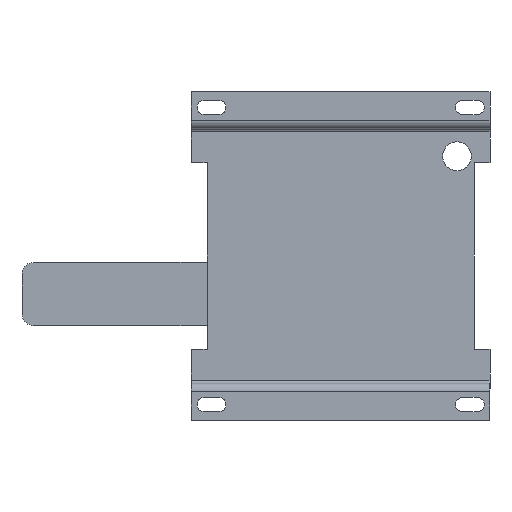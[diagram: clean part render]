
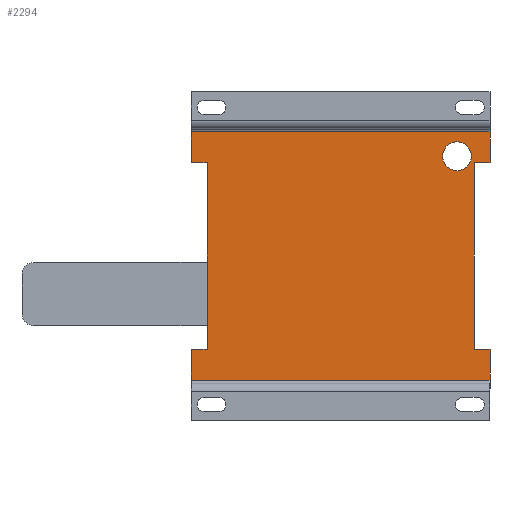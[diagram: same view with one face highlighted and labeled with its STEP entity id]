
A CAD part, front view. The second image highlights one B-rep face of the part: STEP entity #2294.
In plain terms, the highlighted planar face has unit normal (0, -1, 0).
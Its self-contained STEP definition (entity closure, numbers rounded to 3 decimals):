
#37 = CARTESIAN_POINT ( 'NONE',  ( -52., -2., -32.5 ) ) ;
#54 = CARTESIAN_POINT ( 'NONE',  ( 0., -2., 0. ) ) ;
#69 = VECTOR ( 'NONE', #1817, 1000. ) ;
#130 = CARTESIAN_POINT ( 'NONE',  ( 52., -2., -46.25 ) ) ;
#144 = CARTESIAN_POINT ( 'NONE',  ( 52., -2., -43.25 ) ) ;
#169 = VERTEX_POINT ( 'NONE', #412 ) ;
#182 = CARTESIAN_POINT ( 'NONE',  ( -46.5, -2., 32.5 ) ) ;
#260 = VERTEX_POINT ( 'NONE', #2288 ) ;
#262 = EDGE_CURVE ( 'NONE', #169, #1324, #503, .T. ) ;
#269 = DIRECTION ( 'NONE',  ( 0., 0., -1. ) ) ;
#286 = AXIS2_PLACEMENT_3D ( 'NONE', #1808, #400, #1797 ) ;
#291 = LINE ( 'NONE', #2547, #2517 ) ;
#295 = VERTEX_POINT ( 'NONE', #976 ) ;
#297 = DIRECTION ( 'NONE',  ( -1., 0., 0. ) ) ;
#330 = DIRECTION ( 'NONE',  ( 0., 0., -1. ) ) ;
#336 = FACE_OUTER_BOUND ( 'NONE', #708, .T. ) ;
#351 = CARTESIAN_POINT ( 'NONE',  ( 52., -2., -32.5 ) ) ;
#357 = DIRECTION ( 'NONE',  ( -1., 0., 0. ) ) ;
#372 = VECTOR ( 'NONE', #447, 1000. ) ;
#383 = ORIENTED_EDGE ( 'NONE', *, *, #474, .F. ) ;
#384 = VECTOR ( 'NONE', #357, 1000. ) ;
#399 = LINE ( 'NONE', #130, #2558 ) ;
#400 = DIRECTION ( 'NONE',  ( 0., -1., 0. ) ) ;
#412 = CARTESIAN_POINT ( 'NONE',  ( 52., -2., -43.25 ) ) ;
#447 = DIRECTION ( 'NONE',  ( 0., 0., 1. ) ) ;
#474 = EDGE_CURVE ( 'NONE', #295, #1899, #861, .T. ) ;
#503 = LINE ( 'NONE', #144, #384 ) ;
#515 = ORIENTED_EDGE ( 'NONE', *, *, #974, .F. ) ;
#523 = DIRECTION ( 'NONE',  ( 0., 0., 1. ) ) ;
#554 = DIRECTION ( 'NONE',  ( 1., 0., 0. ) ) ;
#560 = FACE_BOUND ( 'NONE', #772, .T. ) ;
#567 = CARTESIAN_POINT ( 'NONE',  ( -52., -2., 43.25 ) ) ;
#572 = ORIENTED_EDGE ( 'NONE', *, *, #262, .F. ) ;
#612 = CARTESIAN_POINT ( 'NONE',  ( 52., -2., 32.5 ) ) ;
#615 = DIRECTION ( 'NONE',  ( 1., 0., 0. ) ) ;
#651 = AXIS2_PLACEMENT_3D ( 'NONE', #2135, #1304, #1690 ) ;
#708 = EDGE_LOOP ( 'NONE', ( #383, #2115, #2101, #2035, #515, #1150, #1657, #2004, #2549, #572, #2209, #1288 ) ) ;
#720 = LINE ( 'NONE', #1255, #2622 ) ;
#741 = CARTESIAN_POINT ( 'NONE',  ( -46.5, -2., -32.5 ) ) ;
#772 = EDGE_LOOP ( 'NONE', ( #992, #1477 ) ) ;
#774 = VERTEX_POINT ( 'NONE', #567 ) ;
#796 = CARTESIAN_POINT ( 'NONE',  ( 40.5, -2., 39.75 ) ) ;
#797 = CARTESIAN_POINT ( 'NONE',  ( 46.5, -2., -32.5 ) ) ;
#821 = EDGE_CURVE ( 'NONE', #2338, #2487, #1726, .T. ) ;
#861 = LINE ( 'NONE', #906, #1527 ) ;
#875 = DIRECTION ( 'NONE',  ( 0., 1., 0. ) ) ;
#906 = CARTESIAN_POINT ( 'NONE',  ( 46.5, -2., -32.5 ) ) ;
#944 = LINE ( 'NONE', #1568, #2188 ) ;
#955 = VECTOR ( 'NONE', #523, 1000. ) ;
#974 = EDGE_CURVE ( 'NONE', #1070, #774, #291, .T. ) ;
#976 = CARTESIAN_POINT ( 'NONE',  ( 46.5, -2., 32.5 ) ) ;
#992 = ORIENTED_EDGE ( 'NONE', *, *, #1827, .F. ) ;
#1017 = VECTOR ( 'NONE', #330, 1000. ) ;
#1032 = CARTESIAN_POINT ( 'NONE',  ( -52., -2., -46.25 ) ) ;
#1043 = CIRCLE ( 'NONE', #286, 5. ) ;
#1070 = VERTEX_POINT ( 'NONE', #2355 ) ;
#1086 = VERTEX_POINT ( 'NONE', #1944 ) ;
#1107 = CIRCLE ( 'NONE', #651, 5. ) ;
#1150 = ORIENTED_EDGE ( 'NONE', *, *, #1413, .F. ) ;
#1236 = EDGE_CURVE ( 'NONE', #2487, #2703, #1451, .T. ) ;
#1255 = CARTESIAN_POINT ( 'NONE',  ( -52., -2., 32.5 ) ) ;
#1288 = ORIENTED_EDGE ( 'NONE', *, *, #2594, .F. ) ;
#1304 = DIRECTION ( 'NONE',  ( 0., -1., 0. ) ) ;
#1324 = VERTEX_POINT ( 'NONE', #1814 ) ;
#1331 = LINE ( 'NONE', #2144, #1990 ) ;
#1381 = DIRECTION ( 'NONE',  ( 0., 0., -1. ) ) ;
#1413 = EDGE_CURVE ( 'NONE', #2703, #1070, #720, .T. ) ;
#1443 = CARTESIAN_POINT ( 'NONE',  ( -52., -2., -32.5 ) ) ;
#1451 = LINE ( 'NONE', #741, #955 ) ;
#1477 = ORIENTED_EDGE ( 'NONE', *, *, #2302, .F. ) ;
#1494 = DIRECTION ( 'NONE',  ( 0., 0., 1. ) ) ;
#1497 = LINE ( 'NONE', #1032, #372 ) ;
#1519 = EDGE_CURVE ( 'NONE', #2680, #295, #1331, .T. ) ;
#1527 = VECTOR ( 'NONE', #269, 1000. ) ;
#1544 = CARTESIAN_POINT ( 'NONE',  ( 52., -2., -46.25 ) ) ;
#1553 = LINE ( 'NONE', #1544, #1017 ) ;
#1568 = CARTESIAN_POINT ( 'NONE',  ( -52., -2., 43.25 ) ) ;
#1657 = ORIENTED_EDGE ( 'NONE', *, *, #1236, .F. ) ;
#1659 = DIRECTION ( 'NONE',  ( -1., 0., 0. ) ) ;
#1663 = VECTOR ( 'NONE', #615, 1000. ) ;
#1690 = DIRECTION ( 'NONE',  ( 0., 0., 1. ) ) ;
#1692 = EDGE_CURVE ( 'NONE', #774, #2054, #944, .T. ) ;
#1708 = PLANE ( 'NONE',  #2050 ) ;
#1726 = LINE ( 'NONE', #1443, #1663 ) ;
#1729 = EDGE_CURVE ( 'NONE', #1086, #169, #399, .T. ) ;
#1797 = DIRECTION ( 'NONE',  ( 0., 0., 1. ) ) ;
#1808 = CARTESIAN_POINT ( 'NONE',  ( 40.5, -2., 34.75 ) ) ;
#1814 = CARTESIAN_POINT ( 'NONE',  ( -52., -2., -43.25 ) ) ;
#1817 = DIRECTION ( 'NONE',  ( 1., 0., 0. ) ) ;
#1827 = EDGE_CURVE ( 'NONE', #2673, #260, #1043, .T. ) ;
#1882 = DIRECTION ( 'NONE',  ( 0., 0., 1. ) ) ;
#1899 = VERTEX_POINT ( 'NONE', #797 ) ;
#1944 = CARTESIAN_POINT ( 'NONE',  ( 52., -2., -32.5 ) ) ;
#1990 = VECTOR ( 'NONE', #297, 1000. ) ;
#2004 = ORIENTED_EDGE ( 'NONE', *, *, #821, .F. ) ;
#2035 = ORIENTED_EDGE ( 'NONE', *, *, #1692, .F. ) ;
#2050 = AXIS2_PLACEMENT_3D ( 'NONE', #54, #875, #1494 ) ;
#2054 = VERTEX_POINT ( 'NONE', #2486 ) ;
#2101 = ORIENTED_EDGE ( 'NONE', *, *, #2497, .F. ) ;
#2115 = ORIENTED_EDGE ( 'NONE', *, *, #1519, .F. ) ;
#2135 = CARTESIAN_POINT ( 'NONE',  ( 40.5, -2., 34.75 ) ) ;
#2144 = CARTESIAN_POINT ( 'NONE',  ( 52., -2., 32.5 ) ) ;
#2188 = VECTOR ( 'NONE', #554, 1000. ) ;
#2201 = EDGE_CURVE ( 'NONE', #1324, #2338, #1497, .T. ) ;
#2209 = ORIENTED_EDGE ( 'NONE', *, *, #1729, .F. ) ;
#2288 = CARTESIAN_POINT ( 'NONE',  ( 40.5, -2., 29.75 ) ) ;
#2294 = ADVANCED_FACE ( 'NONE', ( #560, #336 ), #1708, .F. ) ;
#2302 = EDGE_CURVE ( 'NONE', #260, #2673, #1107, .T. ) ;
#2338 = VERTEX_POINT ( 'NONE', #37 ) ;
#2355 = CARTESIAN_POINT ( 'NONE',  ( -52., -2., 32.5 ) ) ;
#2426 = LINE ( 'NONE', #351, #69 ) ;
#2486 = CARTESIAN_POINT ( 'NONE',  ( 52., -2., 43.25 ) ) ;
#2487 = VERTEX_POINT ( 'NONE', #2591 ) ;
#2497 = EDGE_CURVE ( 'NONE', #2054, #2680, #1553, .T. ) ;
#2517 = VECTOR ( 'NONE', #1882, 1000. ) ;
#2547 = CARTESIAN_POINT ( 'NONE',  ( -52., -2., -46.25 ) ) ;
#2549 = ORIENTED_EDGE ( 'NONE', *, *, #2201, .F. ) ;
#2558 = VECTOR ( 'NONE', #1381, 1000. ) ;
#2591 = CARTESIAN_POINT ( 'NONE',  ( -46.5, -2., -32.5 ) ) ;
#2594 = EDGE_CURVE ( 'NONE', #1899, #1086, #2426, .T. ) ;
#2622 = VECTOR ( 'NONE', #1659, 1000. ) ;
#2673 = VERTEX_POINT ( 'NONE', #796 ) ;
#2680 = VERTEX_POINT ( 'NONE', #612 ) ;
#2703 = VERTEX_POINT ( 'NONE', #182 ) ;
